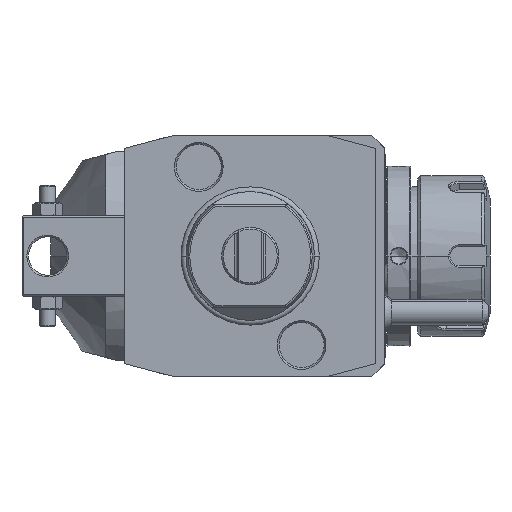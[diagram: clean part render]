
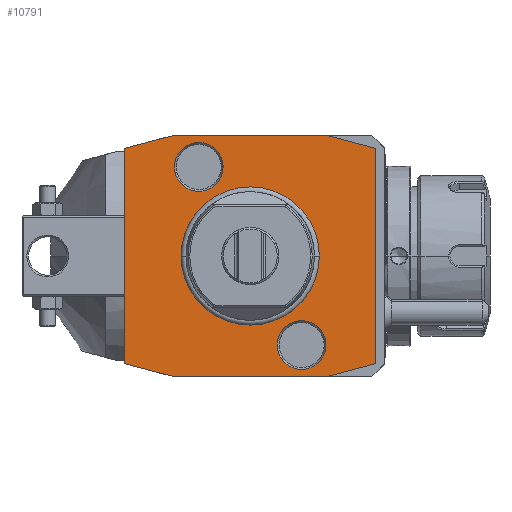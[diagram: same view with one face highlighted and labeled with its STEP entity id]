
A CAD part, front view. The second image highlights one B-rep face of the part: STEP entity #10791.
In plain terms, the highlighted planar face has unit normal (0, -1, 0).
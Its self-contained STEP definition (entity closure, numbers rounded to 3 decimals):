
#1=DIRECTION('',(0.966,0.,-0.259));
#2=VECTOR('',#1,15.529);
#3=CARTESIAN_POINT('',(-39.,0.,-33.481));
#4=LINE('',#3,#2);
#5=DIRECTION('',(0.,0.,-1.));
#6=VECTOR('',#5,66.962);
#7=CARTESIAN_POINT('',(-39.,0.,33.481));
#8=LINE('',#7,#6);
#9=DIRECTION('',(-0.966,0.,-0.259));
#10=VECTOR('',#9,15.529);
#11=CARTESIAN_POINT('',(-24.,0.,37.5));
#12=LINE('',#11,#10);
#13=DIRECTION('',(-1.,0.,0.));
#14=VECTOR('',#13,48.);
#15=CARTESIAN_POINT('',(24.,0.,37.5));
#16=LINE('',#15,#14);
#17=DIRECTION('',(-0.966,0.,0.259));
#18=VECTOR('',#17,15.529);
#19=CARTESIAN_POINT('',(39.,0.,33.481));
#20=LINE('',#19,#18);
#21=DIRECTION('',(0.,0.,1.));
#22=VECTOR('',#21,66.962);
#23=CARTESIAN_POINT('',(39.,0.,-33.481));
#24=LINE('',#23,#22);
#25=DIRECTION('',(0.966,0.,0.259));
#26=VECTOR('',#25,15.529);
#27=CARTESIAN_POINT('',(24.,0.,-37.5));
#28=LINE('',#27,#26);
#29=DIRECTION('',(1.,0.,0.));
#30=VECTOR('',#29,48.);
#31=CARTESIAN_POINT('',(-24.,0.,-37.5));
#32=LINE('',#31,#30);
#33=CARTESIAN_POINT('',(-16.,0.,27.713));
#34=DIRECTION('',(0.,1.,0.));
#35=DIRECTION('',(1.,0.,0.));
#36=AXIS2_PLACEMENT_3D('',#33,#34,#35);
#38=CARTESIAN_POINT('',(-16.,0.,27.713));
#39=DIRECTION('',(0.,1.,0.));
#40=DIRECTION('',(-1.,0.,0.));
#41=AXIS2_PLACEMENT_3D('',#38,#39,#40);
#43=CARTESIAN_POINT('',(16.,0.,-27.713));
#44=DIRECTION('',(0.,1.,0.));
#45=DIRECTION('',(1.,0.,0.));
#46=AXIS2_PLACEMENT_3D('',#43,#44,#45);
#48=CARTESIAN_POINT('',(16.,0.,-27.713));
#49=DIRECTION('',(0.,1.,0.));
#50=DIRECTION('',(-1.,0.,0.));
#51=AXIS2_PLACEMENT_3D('',#48,#49,#50);
#7129=CARTESIAN_POINT('',(0.,0.,0.));
#7130=DIRECTION('',(0.,-1.,0.));
#7131=DIRECTION('',(1.,0.,0.));
#7132=AXIS2_PLACEMENT_3D('',#7129,#7130,#7131);
#7134=CARTESIAN_POINT('',(0.,0.,0.));
#7135=DIRECTION('',(0.,-1.,0.));
#7136=DIRECTION('',(-1.,0.,0.));
#7137=AXIS2_PLACEMENT_3D('',#7134,#7135,#7136);
#9671=CARTESIAN_POINT('',(-8.423,0.,
27.713));
#9672=CARTESIAN_POINT('',(-23.577,0.,
27.713));
#9673=VERTEX_POINT('',#9671);
#9674=VERTEX_POINT('',#9672);
#9803=CARTESIAN_POINT('',(23.577,0.,
-27.713));
#9804=CARTESIAN_POINT('',(8.423,0.,
-27.713));
#9805=VERTEX_POINT('',#9803);
#9806=VERTEX_POINT('',#9804);
#10598=CARTESIAN_POINT('',(-39.,0.,-33.481));
#10599=CARTESIAN_POINT('',(-24.,0.,-37.5));
#10600=VERTEX_POINT('',#10598);
#10601=VERTEX_POINT('',#10599);
#10602=CARTESIAN_POINT('',(24.,0.,-37.5));
#10603=VERTEX_POINT('',#10602);
#10604=CARTESIAN_POINT('',(39.,0.,-33.481));
#10605=VERTEX_POINT('',#10604);
#10606=CARTESIAN_POINT('',(39.,0.,33.481));
#10607=VERTEX_POINT('',#10606);
#10608=CARTESIAN_POINT('',(24.,0.,37.5));
#10609=VERTEX_POINT('',#10608);
#10610=CARTESIAN_POINT('',(-24.,0.,37.5));
#10611=VERTEX_POINT('',#10610);
#10612=CARTESIAN_POINT('',(-39.,0.,33.481));
#10613=VERTEX_POINT('',#10612);
#10626=CARTESIAN_POINT('',(21.137,0.,0.));
#10627=CARTESIAN_POINT('',(-21.137,0.,0.));
#10628=VERTEX_POINT('',#10626);
#10629=VERTEX_POINT('',#10627);
#10750=CARTESIAN_POINT('',(0.,0.,0.));
#10751=DIRECTION('',(0.,-1.,0.));
#10752=DIRECTION('',(-1.,0.,0.));
#10753=AXIS2_PLACEMENT_3D('',#10750,#10751,#10752);
#10754=PLANE('',#10753);
#10756=ORIENTED_EDGE('',*,*,#10755,.F.);
#10758=ORIENTED_EDGE('',*,*,#10757,.F.);
#10760=ORIENTED_EDGE('',*,*,#10759,.F.);
#10762=ORIENTED_EDGE('',*,*,#10761,.F.);
#10764=ORIENTED_EDGE('',*,*,#10763,.F.);
#10766=ORIENTED_EDGE('',*,*,#10765,.F.);
#10768=ORIENTED_EDGE('',*,*,#10767,.F.);
#10770=ORIENTED_EDGE('',*,*,#10769,.F.);
#10771=EDGE_LOOP('',(#10756,#10758,#10760,#10762,#10764,#10766,#10768,#10770));
#10772=FACE_OUTER_BOUND('',#10771,.F.);
#10774=ORIENTED_EDGE('',*,*,#10773,.T.);
#10776=ORIENTED_EDGE('',*,*,#10775,.T.);
#10777=EDGE_LOOP('',(#10774,#10776));
#10778=FACE_BOUND('',#10777,.F.);
#10780=ORIENTED_EDGE('',*,*,#10779,.F.);
#10782=ORIENTED_EDGE('',*,*,#10781,.F.);
#10783=EDGE_LOOP('',(#10780,#10782));
#10784=FACE_BOUND('',#10783,.F.);
#10786=ORIENTED_EDGE('',*,*,#10785,.F.);
#10788=ORIENTED_EDGE('',*,*,#10787,.F.);
#10789=EDGE_LOOP('',(#10786,#10788));
#10790=FACE_BOUND('',#10789,.F.);
#37=CIRCLE('',#36,7.577);
#42=CIRCLE('',#41,7.577);
#47=CIRCLE('',#46,7.577);
#52=CIRCLE('',#51,7.577);
#7133=CIRCLE('',#7132,21.137);
#7138=CIRCLE('',#7137,21.137);
#10755=EDGE_CURVE('',#10600,#10601,#4,.T.);
#10757=EDGE_CURVE('',#10613,#10600,#8,.T.);
#10759=EDGE_CURVE('',#10611,#10613,#12,.T.);
#10761=EDGE_CURVE('',#10609,#10611,#16,.T.);
#10763=EDGE_CURVE('',#10607,#10609,#20,.T.);
#10765=EDGE_CURVE('',#10605,#10607,#24,.T.);
#10767=EDGE_CURVE('',#10603,#10605,#28,.T.);
#10769=EDGE_CURVE('',#10601,#10603,#32,.T.);
#10773=EDGE_CURVE('',#10628,#10629,#7133,.T.);
#10775=EDGE_CURVE('',#10629,#10628,#7138,.T.);
#10779=EDGE_CURVE('',#9673,#9674,#37,.T.);
#10781=EDGE_CURVE('',#9674,#9673,#42,.T.);
#10785=EDGE_CURVE('',#9805,#9806,#47,.T.);
#10787=EDGE_CURVE('',#9806,#9805,#52,.T.);
#10791=ADVANCED_FACE('',(#10772,#10778,#10784,#10790),#10754,.T.);
